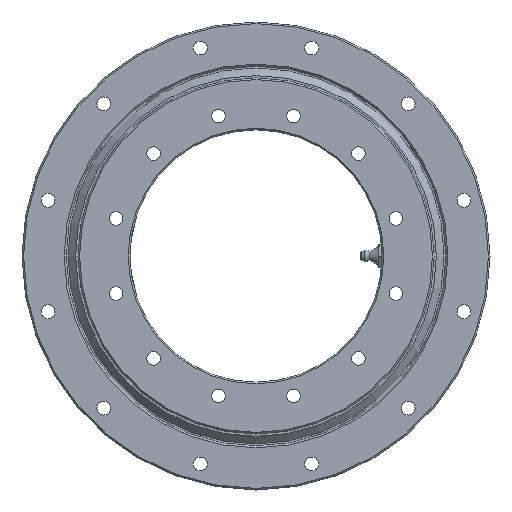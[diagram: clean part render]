
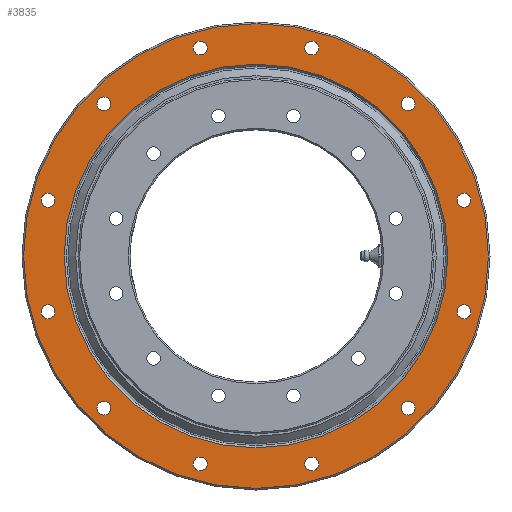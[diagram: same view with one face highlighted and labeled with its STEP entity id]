
A CAD part, front view. The second image highlights one B-rep face of the part: STEP entity #3835.
In plain terms, the highlighted planar face has unit normal (0, -1, 0).
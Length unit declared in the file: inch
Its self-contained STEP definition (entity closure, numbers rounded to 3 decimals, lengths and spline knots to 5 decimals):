
#482=FACE_BOUND('',#941,.T.);
#483=FACE_BOUND('',#942,.T.);
#484=FACE_BOUND('',#943,.T.);
#485=FACE_BOUND('',#944,.T.);
#486=FACE_BOUND('',#945,.T.);
#487=FACE_BOUND('',#946,.T.);
#488=FACE_BOUND('',#947,.T.);
#489=FACE_BOUND('',#948,.T.);
#490=FACE_BOUND('',#949,.T.);
#491=FACE_BOUND('',#950,.T.);
#492=FACE_BOUND('',#951,.T.);
#493=FACE_BOUND('',#952,.T.);
#494=FACE_BOUND('',#953,.T.);
#514=PLANE('',#4340);
#681=FACE_OUTER_BOUND('',#940,.T.);
#940=EDGE_LOOP('',(#3283));
#941=EDGE_LOOP('',(#3284));
#942=EDGE_LOOP('',(#3285));
#943=EDGE_LOOP('',(#3286));
#944=EDGE_LOOP('',(#3287));
#945=EDGE_LOOP('',(#3288));
#946=EDGE_LOOP('',(#3289));
#947=EDGE_LOOP('',(#3290));
#948=EDGE_LOOP('',(#3291));
#949=EDGE_LOOP('',(#3292));
#950=EDGE_LOOP('',(#3293));
#951=EDGE_LOOP('',(#3294));
#952=EDGE_LOOP('',(#3295));
#953=EDGE_LOOP('',(#3296));
#1368=CIRCLE('',#4339,4.42079);
#1369=CIRCLE('',#4341,3.64903);
#1370=CIRCLE('',#4342,0.13085);
#1371=CIRCLE('',#4343,0.13085);
#1372=CIRCLE('',#4344,0.13085);
#1373=CIRCLE('',#4345,0.13085);
#1374=CIRCLE('',#4346,0.13085);
#1375=CIRCLE('',#4347,0.13085);
#1376=CIRCLE('',#4348,0.13085);
#1377=CIRCLE('',#4349,0.13085);
#1378=CIRCLE('',#4350,0.13085);
#1379=CIRCLE('',#4351,0.13085);
#1380=CIRCLE('',#4352,0.13085);
#1381=CIRCLE('',#4353,0.13085);
#1736=VERTEX_POINT('',#9632);
#1737=VERTEX_POINT('',#9636);
#1738=VERTEX_POINT('',#9638);
#1739=VERTEX_POINT('',#9640);
#1740=VERTEX_POINT('',#9642);
#1741=VERTEX_POINT('',#9644);
#1742=VERTEX_POINT('',#9646);
#1743=VERTEX_POINT('',#9648);
#1744=VERTEX_POINT('',#9650);
#1745=VERTEX_POINT('',#9652);
#1746=VERTEX_POINT('',#9654);
#1747=VERTEX_POINT('',#9656);
#1748=VERTEX_POINT('',#9658);
#1749=VERTEX_POINT('',#9660);
#2266=EDGE_CURVE('',#1736,#1736,#1368,.T.);
#2267=EDGE_CURVE('',#1737,#1737,#1369,.T.);
#2268=EDGE_CURVE('',#1738,#1738,#1370,.T.);
#2269=EDGE_CURVE('',#1739,#1739,#1371,.T.);
#2270=EDGE_CURVE('',#1740,#1740,#1372,.T.);
#2271=EDGE_CURVE('',#1741,#1741,#1373,.T.);
#2272=EDGE_CURVE('',#1742,#1742,#1374,.T.);
#2273=EDGE_CURVE('',#1743,#1743,#1375,.T.);
#2274=EDGE_CURVE('',#1744,#1744,#1376,.T.);
#2275=EDGE_CURVE('',#1745,#1745,#1377,.T.);
#2276=EDGE_CURVE('',#1746,#1746,#1378,.T.);
#2277=EDGE_CURVE('',#1747,#1747,#1379,.T.);
#2278=EDGE_CURVE('',#1748,#1748,#1380,.T.);
#2279=EDGE_CURVE('',#1749,#1749,#1381,.T.);
#3283=ORIENTED_EDGE('',*,*,#2266,.F.);
#3284=ORIENTED_EDGE('',*,*,#2267,.T.);
#3285=ORIENTED_EDGE('',*,*,#2268,.T.);
#3286=ORIENTED_EDGE('',*,*,#2269,.T.);
#3287=ORIENTED_EDGE('',*,*,#2270,.T.);
#3288=ORIENTED_EDGE('',*,*,#2271,.T.);
#3289=ORIENTED_EDGE('',*,*,#2272,.T.);
#3290=ORIENTED_EDGE('',*,*,#2273,.T.);
#3291=ORIENTED_EDGE('',*,*,#2274,.T.);
#3292=ORIENTED_EDGE('',*,*,#2275,.T.);
#3293=ORIENTED_EDGE('',*,*,#2276,.T.);
#3294=ORIENTED_EDGE('',*,*,#2277,.T.);
#3295=ORIENTED_EDGE('',*,*,#2278,.T.);
#3296=ORIENTED_EDGE('',*,*,#2279,.T.);
#3835=ADVANCED_FACE('',(#681,#482,#483,#484,#485,#486,#487,#488,#489,#490,
#491,#492,#493,#494),#514,.T.);
#4339=AXIS2_PLACEMENT_3D('',#9634,#5206,#5207);
#4340=AXIS2_PLACEMENT_3D('',#9635,#5208,#5209);
#4341=AXIS2_PLACEMENT_3D('',#9637,#5210,#5211);
#4342=AXIS2_PLACEMENT_3D('',#9639,#5212,#5213);
#4343=AXIS2_PLACEMENT_3D('',#9641,#5214,#5215);
#4344=AXIS2_PLACEMENT_3D('',#9643,#5216,#5217);
#4345=AXIS2_PLACEMENT_3D('',#9645,#5218,#5219);
#4346=AXIS2_PLACEMENT_3D('',#9647,#5220,#5221);
#4347=AXIS2_PLACEMENT_3D('',#9649,#5222,#5223);
#4348=AXIS2_PLACEMENT_3D('',#9651,#5224,#5225);
#4349=AXIS2_PLACEMENT_3D('',#9653,#5226,#5227);
#4350=AXIS2_PLACEMENT_3D('',#9655,#5228,#5229);
#4351=AXIS2_PLACEMENT_3D('',#9657,#5230,#5231);
#4352=AXIS2_PLACEMENT_3D('',#9659,#5232,#5233);
#4353=AXIS2_PLACEMENT_3D('',#9661,#5234,#5235);
#5206=DIRECTION('center_axis',(0.,1.,0.));
#5207=DIRECTION('ref_axis',(1.,0.,0.));
#5208=DIRECTION('center_axis',(0.,-1.,0.));
#5209=DIRECTION('ref_axis',(0.,0.,-1.));
#5210=DIRECTION('center_axis',(0.,1.,0.));
#5211=DIRECTION('ref_axis',(-1.,0.,0.));
#5212=DIRECTION('center_axis',(0.,1.,0.));
#5213=DIRECTION('ref_axis',(1.,0.,0.));
#5214=DIRECTION('center_axis',(0.,1.,0.));
#5215=DIRECTION('ref_axis',(0.866,0.,-0.5));
#5216=DIRECTION('center_axis',(0.,1.,0.));
#5217=DIRECTION('ref_axis',(0.5,0.,-0.866));
#5218=DIRECTION('center_axis',(0.,1.,0.));
#5219=DIRECTION('ref_axis',(0.,0.,-1.));
#5220=DIRECTION('center_axis',(0.,1.,0.));
#5221=DIRECTION('ref_axis',(-0.5,0.,-0.866));
#5222=DIRECTION('center_axis',(0.,1.,0.));
#5223=DIRECTION('ref_axis',(-0.866,0.,-0.5));
#5224=DIRECTION('center_axis',(0.,1.,0.));
#5225=DIRECTION('ref_axis',(-1.,0.,0.));
#5226=DIRECTION('center_axis',(0.,1.,0.));
#5227=DIRECTION('ref_axis',(-0.866,0.,0.5));
#5228=DIRECTION('center_axis',(0.,1.,0.));
#5229=DIRECTION('ref_axis',(-0.5,0.,0.866));
#5230=DIRECTION('center_axis',(0.,1.,0.));
#5231=DIRECTION('ref_axis',(0.,0.,1.));
#5232=DIRECTION('center_axis',(0.,1.,0.));
#5233=DIRECTION('ref_axis',(0.5,0.,0.866));
#5234=DIRECTION('center_axis',(0.,1.,0.));
#5235=DIRECTION('ref_axis',(0.866,0.,0.5));
#9632=CARTESIAN_POINT('',(-4.42079,-0.47244,0.));
#9634=CARTESIAN_POINT('Origin',(0.,-0.47244,0.));
#9635=CARTESIAN_POINT('Origin',(-4.04991,-0.47244,0.));
#9636=CARTESIAN_POINT('',(3.64903,-0.47244,0.));
#9637=CARTESIAN_POINT('Origin',(0.,-0.47244,0.));
#9638=CARTESIAN_POINT('',(-4.08582,-0.47244,-1.05973));
#9639=CARTESIAN_POINT('Origin',(-3.95497,-0.47244,-1.05973));
#9640=CARTESIAN_POINT('',(-4.06829,-0.47244,1.12515));
#9641=CARTESIAN_POINT('Origin',(-3.95497,-0.47244,1.05973));
#9642=CARTESIAN_POINT('',(-2.96066,-0.47244,3.00856));
#9643=CARTESIAN_POINT('Origin',(-2.89524,-0.47244,2.89524));
#9644=CARTESIAN_POINT('',(-1.05973,-0.47244,4.08582));
#9645=CARTESIAN_POINT('Origin',(-1.05973,-0.47244,3.95497));
#9646=CARTESIAN_POINT('',(1.12515,-0.47244,4.06829));
#9647=CARTESIAN_POINT('Origin',(1.05973,-0.47244,3.95497));
#9648=CARTESIAN_POINT('',(3.00856,-0.47244,2.96066));
#9649=CARTESIAN_POINT('Origin',(2.89524,-0.47244,2.89524));
#9650=CARTESIAN_POINT('',(4.08582,-0.47244,1.05973));
#9651=CARTESIAN_POINT('Origin',(3.95497,-0.47244,1.05973));
#9652=CARTESIAN_POINT('',(4.06829,-0.47244,-1.12515));
#9653=CARTESIAN_POINT('Origin',(3.95497,-0.47244,-1.05973));
#9654=CARTESIAN_POINT('',(2.96066,-0.47244,-3.00856));
#9655=CARTESIAN_POINT('Origin',(2.89524,-0.47244,-2.89524));
#9656=CARTESIAN_POINT('',(1.05973,-0.47244,-4.08582));
#9657=CARTESIAN_POINT('Origin',(1.05973,-0.47244,-3.95497));
#9658=CARTESIAN_POINT('',(-1.12515,-0.47244,-4.06829));
#9659=CARTESIAN_POINT('Origin',(-1.05973,-0.47244,-3.95497));
#9660=CARTESIAN_POINT('',(-3.00856,-0.47244,-2.96066));
#9661=CARTESIAN_POINT('Origin',(-2.89524,-0.47244,-2.89524));
